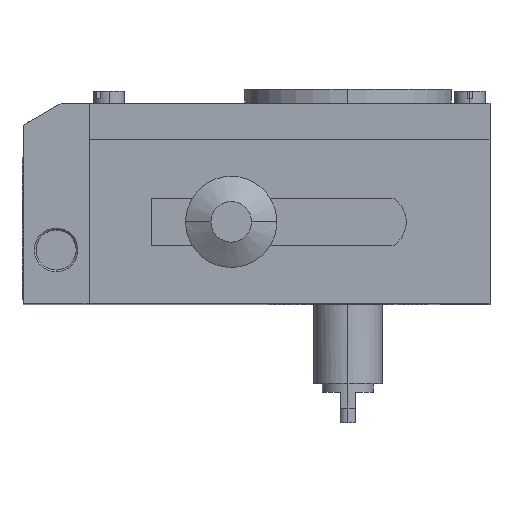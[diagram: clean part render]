
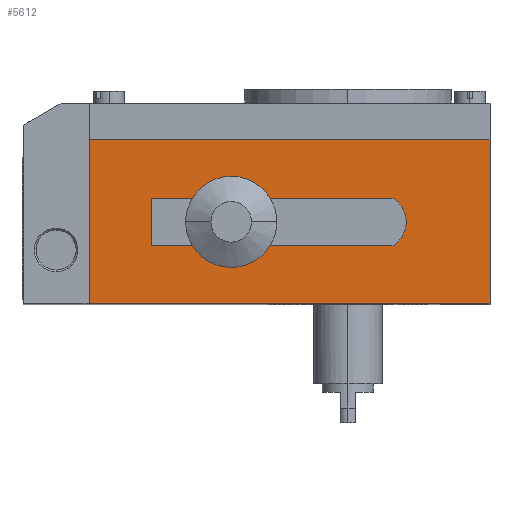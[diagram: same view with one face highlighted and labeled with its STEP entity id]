
A CAD part, top view. The second image highlights one B-rep face of the part: STEP entity #5612.
In plain terms, the highlighted planar face has unit normal (0, 0, 1).
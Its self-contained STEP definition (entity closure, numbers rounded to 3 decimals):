
#103 = VERTEX_POINT ( 'NONE', #10248 ) ;
#295 = CIRCLE ( 'NONE', #5715, 8. ) ;
#379 = DIRECTION ( 'NONE',  ( 0., 0., 1. ) ) ;
#397 = VERTEX_POINT ( 'NONE', #6106 ) ;
#472 = VECTOR ( 'NONE', #10343, 1000. ) ;
#600 = CARTESIAN_POINT ( 'NONE',  ( -42.677, -29., 45. ) ) ;
#713 = VERTEX_POINT ( 'NONE', #4522 ) ;
#856 = DIRECTION ( 'NONE',  ( 1., 0., 0. ) ) ;
#991 = DIRECTION ( 'NONE',  ( 0., 0., 1. ) ) ;
#1307 = AXIS2_PLACEMENT_3D ( 'NONE', #6354, #379, #7326 ) ;
#1369 = ORIENTED_EDGE ( 'NONE', *, *, #5843, .T. ) ;
#1513 = CARTESIAN_POINT ( 'NONE',  ( -71., -45., 45. ) ) ;
#1572 = LINE ( 'NONE', #1798, #2212 ) ;
#1729 = AXIS2_PLACEMENT_3D ( 'NONE', #12510, #6803, #856 ) ;
#1798 = CARTESIAN_POINT ( 'NONE',  ( -54., -16., 45. ) ) ;
#1829 = PLANE ( 'NONE',  #5130 ) ;
#1966 = CARTESIAN_POINT ( 'NONE',  ( -54., -16., 45. ) ) ;
#2212 = VECTOR ( 'NONE', #9608, 1000. ) ;
#2227 = LINE ( 'NONE', #6961, #6844 ) ;
#2335 = ORIENTED_EDGE ( 'NONE', *, *, #5773, .F. ) ;
#2365 = CARTESIAN_POINT ( 'NONE',  ( -71., 0., 45. ) ) ;
#2545 = DIRECTION ( 'NONE',  ( 1., 0., 0. ) ) ;
#2568 = CARTESIAN_POINT ( 'NONE',  ( 39., -45., 45. ) ) ;
#2697 = LINE ( 'NONE', #11269, #9833 ) ;
#2843 = LINE ( 'NONE', #3614, #5151 ) ;
#2845 = CARTESIAN_POINT ( 'NONE',  ( -71., -45., 45. ) ) ;
#3234 = VERTEX_POINT ( 'NONE', #2365 ) ;
#3462 = CARTESIAN_POINT ( 'NONE',  ( -42.677, -16., 45. ) ) ;
#3533 = CARTESIAN_POINT ( 'NONE',  ( -54., -29., 45. ) ) ;
#3614 = CARTESIAN_POINT ( 'NONE',  ( -54., -16., 45. ) ) ;
#3635 = CIRCLE ( 'NONE', #1729, 12.5 ) ;
#3800 = VERTEX_POINT ( 'NONE', #4349 ) ;
#3975 = EDGE_LOOP ( 'NONE', ( #10015, #9264, #10955, #5604, #6127, #11834, #9735, #6283 ) ) ;
#4088 = CIRCLE ( 'NONE', #1307, 12.5 ) ;
#4112 = DIRECTION ( 'NONE',  ( 1., 0., 0. ) ) ;
#4349 = CARTESIAN_POINT ( 'NONE',  ( 39., 0., 45. ) ) ;
#4367 = CARTESIAN_POINT ( 'NONE',  ( -71., -45., 45. ) ) ;
#4522 = CARTESIAN_POINT ( 'NONE',  ( 12.664, -29., 45. ) ) ;
#4545 = DIRECTION ( 'NONE',  ( 0., 1., 0. ) ) ;
#4838 = DIRECTION ( 'NONE',  ( 0., 0., 1. ) ) ;
#5130 = AXIS2_PLACEMENT_3D ( 'NONE', #2845, #4838, #11546 ) ;
#5151 = VECTOR ( 'NONE', #11325, 1000. ) ;
#5350 = DIRECTION ( 'NONE',  ( 0., 1., 0. ) ) ;
#5551 = ORIENTED_EDGE ( 'NONE', *, *, #5702, .F. ) ;
#5589 = VERTEX_POINT ( 'NONE', #10556 ) ;
#5604 = ORIENTED_EDGE ( 'NONE', *, *, #6168, .F. ) ;
#5612 = ADVANCED_FACE ( 'NONE', ( #5778, #8395 ), #1829, .T. ) ;
#5615 = VECTOR ( 'NONE', #11648, 1000. ) ;
#5702 = EDGE_CURVE ( 'NONE', #3234, #3800, #2227, .T. ) ;
#5715 = AXIS2_PLACEMENT_3D ( 'NONE', #6921, #991, #7910 ) ;
#5773 = EDGE_CURVE ( 'NONE', #6534, #3234, #11337, .T. ) ;
#5778 = FACE_OUTER_BOUND ( 'NONE', #10392, .T. ) ;
#5843 = EDGE_CURVE ( 'NONE', #6534, #10879, #7914, .T. ) ;
#5859 = EDGE_CURVE ( 'NONE', #10879, #3800, #2697, .T. ) ;
#5946 = EDGE_CURVE ( 'NONE', #11629, #103, #4088, .T. ) ;
#6014 = EDGE_CURVE ( 'NONE', #5589, #11629, #6698, .T. ) ;
#6053 = EDGE_CURVE ( 'NONE', #8105, #5589, #2843, .T. ) ;
#6106 = CARTESIAN_POINT ( 'NONE',  ( 12.664, -16., 45. ) ) ;
#6127 = ORIENTED_EDGE ( 'NONE', *, *, #6208, .F. ) ;
#6168 = EDGE_CURVE ( 'NONE', #7700, #8105, #1572, .T. ) ;
#6208 = EDGE_CURVE ( 'NONE', #9571, #7700, #3635, .T. ) ;
#6280 = EDGE_CURVE ( 'NONE', #397, #9571, #10425, .T. ) ;
#6283 = ORIENTED_EDGE ( 'NONE', *, *, #6370, .F. ) ;
#6297 = EDGE_CURVE ( 'NONE', #713, #397, #295, .T. ) ;
#6354 = CARTESIAN_POINT ( 'NONE',  ( -32., -22.5, 45. ) ) ;
#6370 = EDGE_CURVE ( 'NONE', #103, #713, #12063, .T. ) ;
#6534 = VERTEX_POINT ( 'NONE', #7358 ) ;
#6698 = LINE ( 'NONE', #3533, #472 ) ;
#6803 = DIRECTION ( 'NONE',  ( 0., 0., 1. ) ) ;
#6844 = VECTOR ( 'NONE', #9803, 1000. ) ;
#6921 = CARTESIAN_POINT ( 'NONE',  ( 8., -22.5, 45. ) ) ;
#6961 = CARTESIAN_POINT ( 'NONE',  ( -71., 0., 45. ) ) ;
#7326 = DIRECTION ( 'NONE',  ( 1., 0., 0. ) ) ;
#7358 = CARTESIAN_POINT ( 'NONE',  ( -71., -45., 45. ) ) ;
#7700 = VERTEX_POINT ( 'NONE', #3462 ) ;
#7869 = CARTESIAN_POINT ( 'NONE',  ( -21.323, -16., 45. ) ) ;
#7910 = DIRECTION ( 'NONE',  ( 1., 0., 0. ) ) ;
#7914 = LINE ( 'NONE', #1513, #10144 ) ;
#8105 = VERTEX_POINT ( 'NONE', #10828 ) ;
#8395 = FACE_BOUND ( 'NONE', #3975, .T. ) ;
#8534 = VECTOR ( 'NONE', #5350, 1000. ) ;
#9264 = ORIENTED_EDGE ( 'NONE', *, *, #6014, .F. ) ;
#9571 = VERTEX_POINT ( 'NONE', #7869 ) ;
#9608 = DIRECTION ( 'NONE',  ( -1., 0., 0. ) ) ;
#9735 = ORIENTED_EDGE ( 'NONE', *, *, #6297, .F. ) ;
#9803 = DIRECTION ( 'NONE',  ( 1., 0., 0. ) ) ;
#9833 = VECTOR ( 'NONE', #4545, 1000. ) ;
#10015 = ORIENTED_EDGE ( 'NONE', *, *, #5946, .F. ) ;
#10144 = VECTOR ( 'NONE', #2545, 1000. ) ;
#10248 = CARTESIAN_POINT ( 'NONE',  ( -21.323, -29., 45. ) ) ;
#10343 = DIRECTION ( 'NONE',  ( 1., 0., 0. ) ) ;
#10392 = EDGE_LOOP ( 'NONE', ( #5551, #2335, #1369, #10866 ) ) ;
#10425 = LINE ( 'NONE', #1966, #5615 ) ;
#10556 = CARTESIAN_POINT ( 'NONE',  ( -54., -29., 45. ) ) ;
#10828 = CARTESIAN_POINT ( 'NONE',  ( -54., -16., 45. ) ) ;
#10843 = CARTESIAN_POINT ( 'NONE',  ( -54., -29., 45. ) ) ;
#10866 = ORIENTED_EDGE ( 'NONE', *, *, #5859, .T. ) ;
#10879 = VERTEX_POINT ( 'NONE', #2568 ) ;
#10955 = ORIENTED_EDGE ( 'NONE', *, *, #6053, .F. ) ;
#11269 = CARTESIAN_POINT ( 'NONE',  ( 39., -45., 45. ) ) ;
#11325 = DIRECTION ( 'NONE',  ( 0., -1., 0. ) ) ;
#11337 = LINE ( 'NONE', #4367, #8534 ) ;
#11450 = VECTOR ( 'NONE', #4112, 1000. ) ;
#11546 = DIRECTION ( 'NONE',  ( 1., 0., 0. ) ) ;
#11629 = VERTEX_POINT ( 'NONE', #600 ) ;
#11648 = DIRECTION ( 'NONE',  ( -1., 0., 0. ) ) ;
#11834 = ORIENTED_EDGE ( 'NONE', *, *, #6280, .F. ) ;
#12063 = LINE ( 'NONE', #10843, #11450 ) ;
#12510 = CARTESIAN_POINT ( 'NONE',  ( -32., -22.5, 45. ) ) ;
